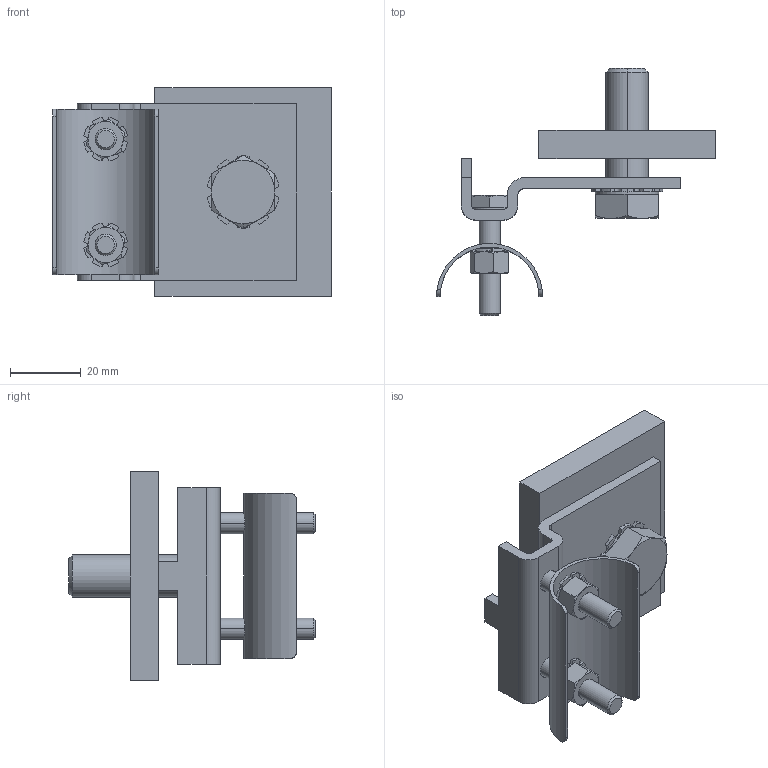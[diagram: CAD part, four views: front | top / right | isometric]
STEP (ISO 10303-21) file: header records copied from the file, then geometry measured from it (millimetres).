
FILE_DESCRIPTION (( 'STEP AP203' ), '1' );
FILE_NAME ('1.27.K00.STEP', '2018-04-12T10:54:27', ( '' ), ( '' ), 'SwSTEP 2.0', 'SolidWorks 2017', '' );
FILE_SCHEMA (( 'CONFIG_CONTROL_DESIGN' ));
Length unit declared in the file: millimetre
Products named in the file (1): 1.27.K00
Bounding box: 79 x 70 x 59 mm (x, y, z)
Volume: 45227.7 mm3; surface area: 26149.8 mm2
Topology: 11 solids, 11 shells, 321 faces, 799 edges, 503 vertices
Faces by surface type: plane 145, cylinder 113, cone 57, torus 6
Entity records: 10195 total; most frequent: CARTESIAN_POINT 2408, DIRECTION 1632, ORIENTED_EDGE 1598, EDGE_CURVE 799, AXIS2_PLACEMENT_3D 611, VERTEX_POINT 503, LINE 410, VECTOR 410
